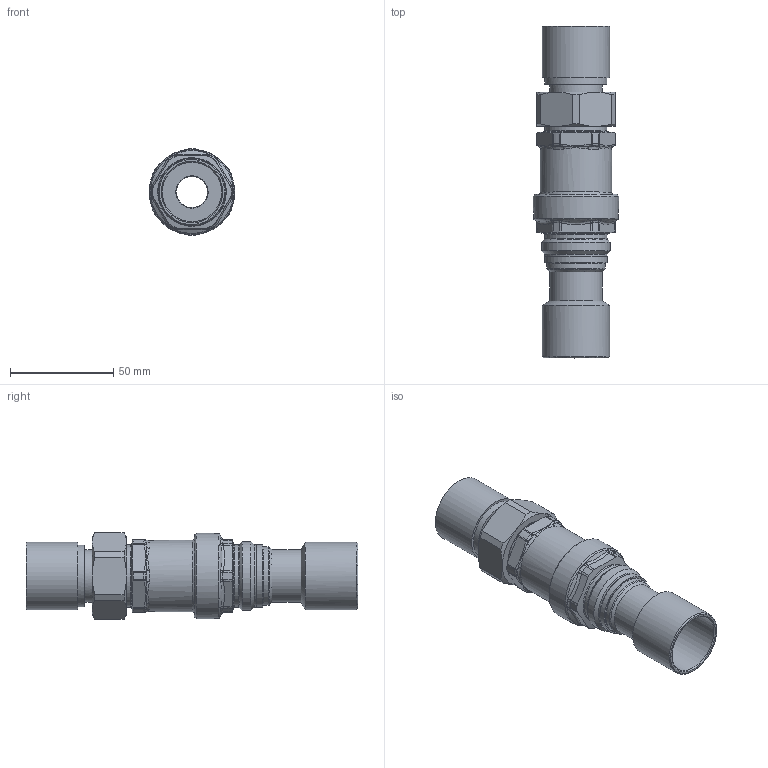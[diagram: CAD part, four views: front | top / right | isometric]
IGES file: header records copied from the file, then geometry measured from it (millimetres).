
Global section: file name: 127169AFC_Simplify_1; native system: Autodesk Inventor 2025; preprocessor: unknown; author: ischreiner; date: 20250728.092624; units: inch
Bounding box: 41.3 x 160.38 x 41.78 mm (x, y, z)
Volume: 56445.7 mm3; surface area: 38471.1 mm2
Topology: 3 solids, 3 shells, 254 faces, 586 edges, 358 vertices
Faces by surface type: bspline 254
